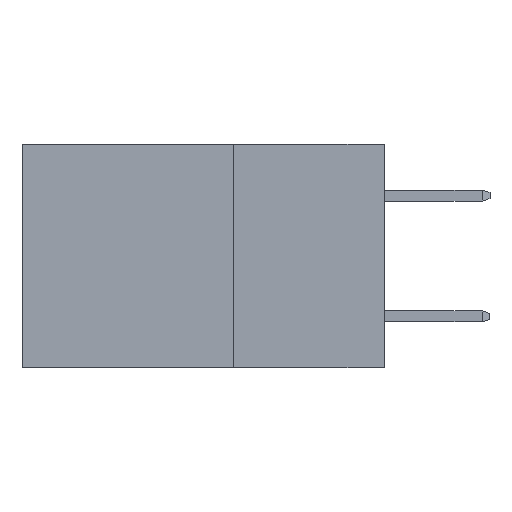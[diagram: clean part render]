
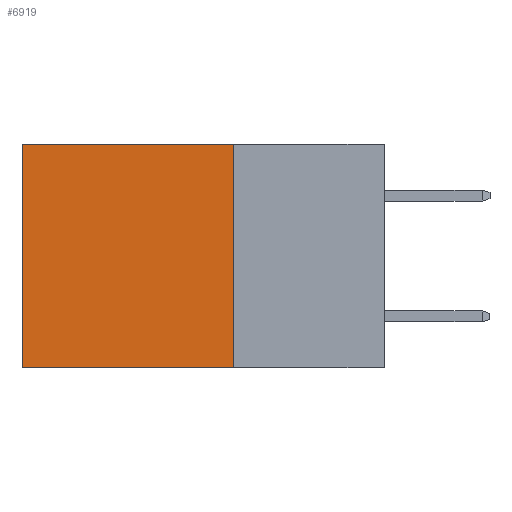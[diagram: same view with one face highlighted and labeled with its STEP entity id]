
A CAD part, left-side view. The second image highlights one B-rep face of the part: STEP entity #6919.
In plain terms, the highlighted planar face has unit normal (-1, 0, 0).
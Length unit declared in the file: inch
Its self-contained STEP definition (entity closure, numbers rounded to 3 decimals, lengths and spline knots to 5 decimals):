
#184 = EDGE_LOOP ( 'NONE', ( #8219, #5257, #5809, #10840 ) ) ;
#194 = LINE ( 'NONE', #309, #12345 ) ;
#309 = CARTESIAN_POINT ( 'NONE',  ( 0.298, 0.25, -0.37 ) ) ;
#1072 = DIRECTION ( 'NONE',  ( 1., 0., 0. ) ) ;
#1344 = CARTESIAN_POINT ( 'NONE',  ( 0.298, 0.25, 0. ) ) ;
#1755 = FACE_OUTER_BOUND ( 'NONE', #184, .T. ) ;
#2508 = VERTEX_POINT ( 'NONE', #6380 ) ;
#3173 = VECTOR ( 'NONE', #11838, 39.37008 ) ;
#4003 = EDGE_CURVE ( 'NONE', #7071, #5045, #12391, .T. ) ;
#4411 = VERTEX_POINT ( 'NONE', #7049 ) ;
#4989 = LINE ( 'NONE', #6790, #13581 ) ;
#5045 = VERTEX_POINT ( 'NONE', #13733 ) ;
#5257 = ORIENTED_EDGE ( 'NONE', *, *, #6020, .F. ) ;
#5356 = CARTESIAN_POINT ( 'NONE',  ( 0.298, 0.25, 0. ) ) ;
#5671 = DIRECTION ( 'NONE',  ( 0., 0., -1. ) ) ;
#5725 = EDGE_CURVE ( 'NONE', #7071, #2508, #4989, .T. ) ;
#5809 = ORIENTED_EDGE ( 'NONE', *, *, #5725, .F. ) ;
#6020 = EDGE_CURVE ( 'NONE', #2508, #4411, #194, .T. ) ;
#6380 = CARTESIAN_POINT ( 'NONE',  ( 0.298, 0.25, -0.37 ) ) ;
#6790 = CARTESIAN_POINT ( 'NONE',  ( 0.298, 0.25, 0. ) ) ;
#6919 = ADVANCED_FACE ( 'NONE', ( #1755 ), #13934, .F. ) ;
#6954 = CARTESIAN_POINT ( 'NONE',  ( 0.298, 0.25, 0. ) ) ;
#7049 = CARTESIAN_POINT ( 'NONE',  ( 0.298, 0.6, -0.37 ) ) ;
#7071 = VERTEX_POINT ( 'NONE', #1344 ) ;
#7349 = DIRECTION ( 'NONE',  ( 0., 1., 0. ) ) ;
#8219 = ORIENTED_EDGE ( 'NONE', *, *, #12618, .T. ) ;
#8965 = DIRECTION ( 'NONE',  ( 0., 1., 0. ) ) ;
#9336 = DIRECTION ( 'NONE',  ( 0., 0., -1. ) ) ;
#10840 = ORIENTED_EDGE ( 'NONE', *, *, #4003, .T. ) ;
#11838 = DIRECTION ( 'NONE',  ( 0., 0., -1. ) ) ;
#12010 = VECTOR ( 'NONE', #8965, 39.37008 ) ;
#12345 = VECTOR ( 'NONE', #7349, 39.37008 ) ;
#12391 = LINE ( 'NONE', #5356, #12010 ) ;
#12618 = EDGE_CURVE ( 'NONE', #5045, #4411, #14891, .T. ) ;
#13581 = VECTOR ( 'NONE', #5671, 39.37008 ) ;
#13733 = CARTESIAN_POINT ( 'NONE',  ( 0.298, 0.6, 0. ) ) ;
#13934 = PLANE ( 'NONE',  #14203 ) ;
#14124 = CARTESIAN_POINT ( 'NONE',  ( 0.298, 0.6, 0. ) ) ;
#14203 = AXIS2_PLACEMENT_3D ( 'NONE', #6954, #1072, #9336 ) ;
#14891 = LINE ( 'NONE', #14124, #3173 ) ;
